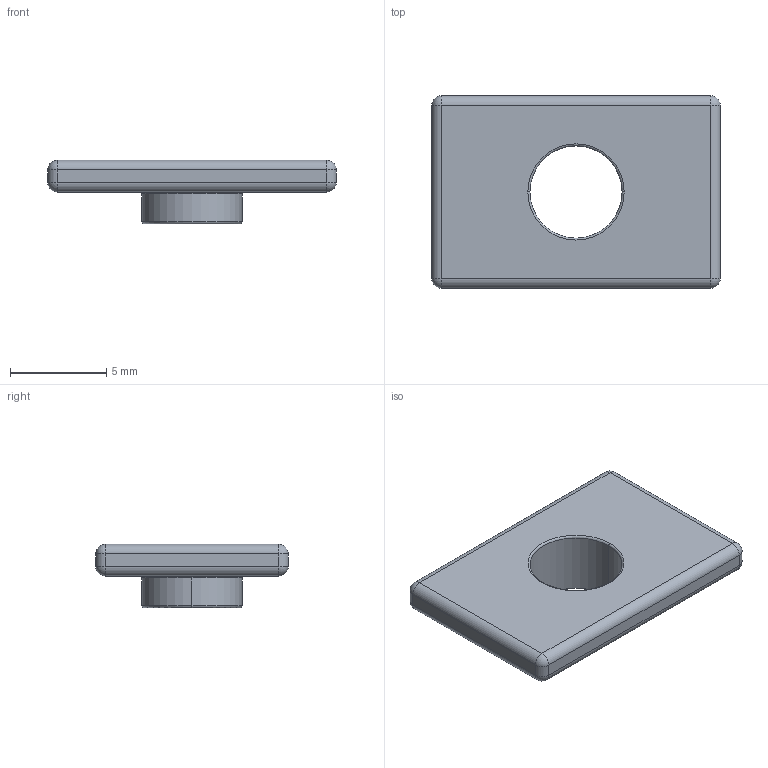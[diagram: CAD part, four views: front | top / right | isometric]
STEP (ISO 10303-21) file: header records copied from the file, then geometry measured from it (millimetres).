
FILE_DESCRIPTION (( 'STEP AP214' ), '1' );
FILE_NAME ('Tee nut.step', '2015-01-21T14:42:07', ( 'Mark' ), ( '' ), 'SwSTEP 2.0', 'SolidWorks 2013', '' );
FILE_SCHEMA (( 'AUTOMOTIVE_DESIGN' ));
Length unit declared in the file: millimetre
Products named in the file (1): Tee nut
Bounding box: 15 x 10 x 3.3 mm (x, y, z)
Volume: 217.2 mm3; surface area: 397.8 mm2
Topology: 1 solids, 1 shells, 37 faces, 80 edges, 38 vertices
Faces by surface type: cylinder 16, sphere 8, plane 7, torus 6
Entity records: 968 total; most frequent: DIRECTION 192, CARTESIAN_POINT 148, ORIENTED_EDGE 144, AXIS2_PLACEMENT_3D 82, EDGE_CURVE 72, CIRCLE 44, EDGE_LOOP 40, VERTEX_POINT 38
